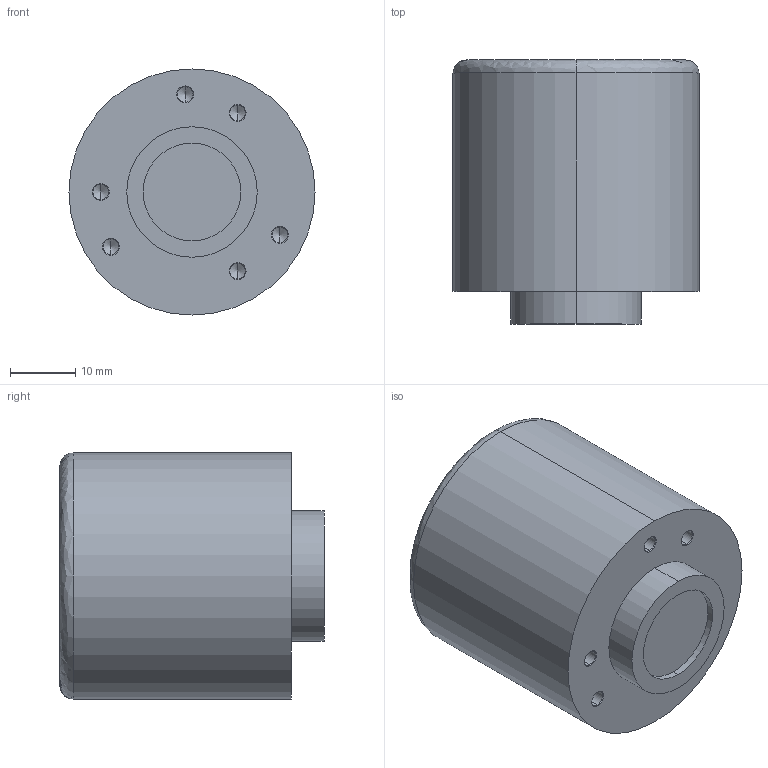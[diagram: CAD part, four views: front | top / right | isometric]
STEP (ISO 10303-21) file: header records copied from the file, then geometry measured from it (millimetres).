
FILE_DESCRIPTION (( 'STEP AP203' ), '1' );
FILE_NAME ('Encoder Body_Default_sldprt.STEP', '2022-03-14T14:39:48', ( '' ), ( '' ), 'SwSTEP 2.0', 'SolidWorks 2020', '' );
FILE_SCHEMA (( 'CONFIG_CONTROL_DESIGN' ));
Length unit declared in the file: millimetre
Products named in the file (1): Encoder Body_Default_sldprt
Bounding box: 37.75 x 40.5 x 37.75 mm (x, y, z)
Volume: 40881.4 mm3; surface area: 6943.7 mm2
Topology: 1 solids, 1 shells, 48 faces, 106 edges, 56 vertices
Faces by surface type: cone 24, cylinder 18, plane 4, bspline 2
Entity records: 1327 total; most frequent: DIRECTION 236, CARTESIAN_POINT 235, ORIENTED_EDGE 188, AXIS2_PLACEMENT_3D 97, EDGE_CURVE 94, VERTEX_POINT 56, EDGE_LOOP 56, CIRCLE 50
